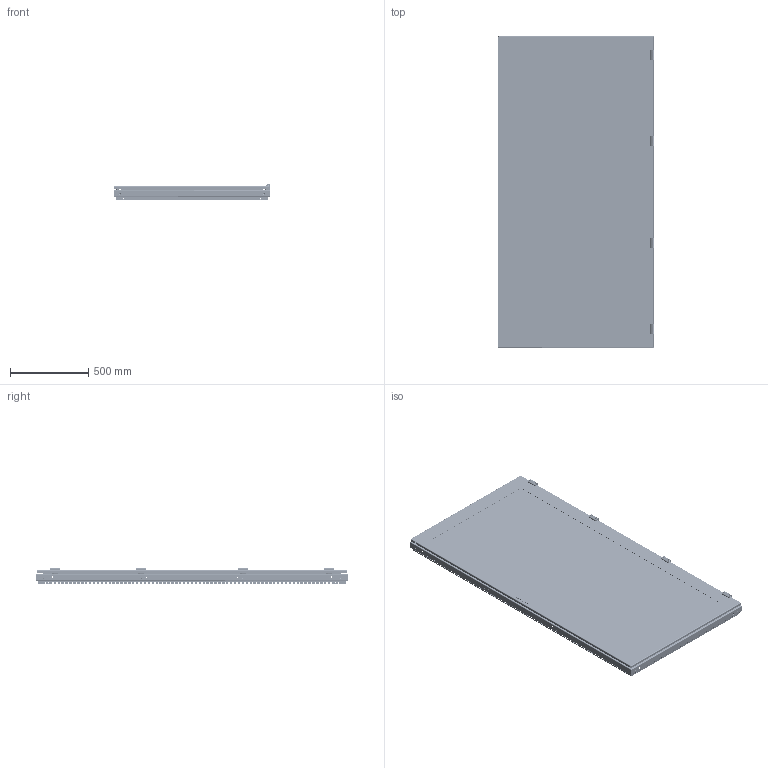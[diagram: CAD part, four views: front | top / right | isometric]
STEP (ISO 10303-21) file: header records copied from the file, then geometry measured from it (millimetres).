
FILE_DESCRIPTION (( 'STEP AP214' ), '1' );
FILE_NAME ('Ñâàðíàÿ ðàìà ñî ñòåêëÿííîé äâåðüþ W1000H2000.STEP', '2024-08-26T07:11:47', ( '' ), ( '' ), 'SwSTEP 2.0', 'SolidWorks 2021', '' );
FILE_SCHEMA (( 'AUTOMOTIVE_DESIGN' ));
Length unit declared in the file: millimetre
Products named in the file (34): Óãîëîê äâåðíîé; 鎗鵻罻; ﾒ聰 ﾌﾊ-20 H2000; Ãîðèçîíòàëüíûé ïðîôèëü2 W1000; Ãîðèçîíòàëüíûé ïðîôèëü1 W1000; Áîêîâîé ïðîôèëü H2000; Ãàéêà Ì6 äëÿ øïèëüêè; Áîáûøêà; Äâåðíîé ïðîôèëü ñò. ÌÊ 20 W1000; 项蜞轫铋 忤眚 DIN 7991 󊬱6; Äâåðíîå ïîëîòíî ñò. ÌÊ-20 W1000H2000; Øïèëüêà ïðèâàðíàÿ Ì6õ10; Çàãëóøêà òÿãè; Çàêëåïêà ðåçüáîâàÿ Ì6 øåñòèãðàííàÿ ñ óìåíüøåííûì áîðòîì; Øïèëüêà ïðèâàðíàÿ Ì6õ35; 600.000; Áîêîâîé ïðîôèëü2 H2000; ﾄ粢 . ﾑﾁ W1000H2000; ﾇ璋襃; Äâåðíîé ïðîôèëü ñò. ÌÊ 20 Í2000; 嵑謺麃 CL213-3; 栺樏鋋 W1000H2000; Çàêëåïêà ðåçüáîâàÿ Ì8 øåñòèãðàííàÿ ñ óìåíüøåííûì áîðòîì; Ïðîêëàäêà W1000H2000; Ñâàðíàÿ ðàìà W1000H2000; Ãîðèçîíòàëüíûé ïðîôèëü W1000; Ãàñêåòèíã äâåðè W1000H2000; Øïèëüêà ïðèâàðíàÿ Ì6õ25; 嵑謺麃 2; Ñâàðíàÿ ðàìà ñî ñòåêëÿííîé äâåðüþ W1000H2000; 嵑謺麃 1; Âèíò Ì5õ10 ìåáåëüíûé; Âèíò Ì6õ16 ìåáåëüíûé; Áîêîâîé ïðîôèëü1 H2000
Assembly tree (138 placements, depth 4):
  Ñâàðíàÿ ðàìà ñî ñòåêëÿííîé äâåðüþ W1000H2000
    ﾄ粢 . ﾑﾁ W1000H2000
      Äâåðíîå ïîëîòíî ñò. ÌÊ-20 W1000H2000
      Ãàñêåòèíã äâåðè W1000H2000
      Äâåðíîé ïðîôèëü ñò. ÌÊ 20 Í2000  x2
      Äâåðíîé ïðîôèëü ñò. ÌÊ 20 W1000  x2
      ﾒ聰 ﾌﾊ-20 H2000
      栺樏鋋 W1000H2000
      Ïðîêëàäêà W1000H2000
      Øïèëüêà ïðèâàðíàÿ Ì6õ35  x2
      Øïèëüêà ïðèâàðíàÿ Ì6õ25  x16
      Øïèëüêà ïðèâàðíàÿ Ì6õ10  x4
      Çàãëóøêà òÿãè  x4
      Óãîëîê äâåðíîé  x4
      Ãàéêà Ì6 äëÿ øïèëüêè  x16
    Ñâàðíàÿ ðàìà W1000H2000
      Ãîðèçîíòàëüíûé ïðîôèëü W1000  x2
        Ãîðèçîíòàëüíûé ïðîôèëü1 W1000
        Ãîðèçîíòàëüíûé ïðîôèëü2 W1000
        600.000
        Áîáûøêà
      Áîêîâîé ïðîôèëü H2000  x2
        Áîêîâîé ïðîôèëü1 H2000
        Áîêîâîé ïðîôèëü2 H2000
      Çàêëåïêà ðåçüáîâàÿ Ì8 øåñòèãðàííàÿ ñ óìåíüøåííûì áîðòîì  x8
      Çàêëåïêà ðåçüáîâàÿ Ì6 øåñòèãðàííàÿ ñ óìåíüøåííûì áîðòîì  x26
    ﾇ璋襃  x4
    嵑謺麃 CL213-3  x4
      鎗鵻罻
      嵑謺麃 1
      嵑謺麃 2
    项蜞轫铋 忤眚 DIN 7991 󊬱6  x8
    Âèíò Ì5õ10 ìåáåëüíûé  x8
    Âèíò Ì6õ16 ìåáåëüíûé  x8
Bounding box: 1001.2 x 1996 x 106.7 mm (x, y, z)
Volume: 11414227 mm3; surface area: 8529154.9 mm2
Topology: 145 solids, 145 shells, 10921 faces, 30165 edges, 19564 vertices
Faces by surface type: plane 5367, cylinder 4644, cone 576, bspline 282, torus 52
Entity records: 136392 total; most frequent: CARTESIAN_POINT 34070, ORIENTED_EDGE 20870, DIRECTION 20393, EDGE_CURVE 10435, LINE 7093, VECTOR 7093, VERTEX_POINT 6831, AXIS2_PLACEMENT_3D 6650
